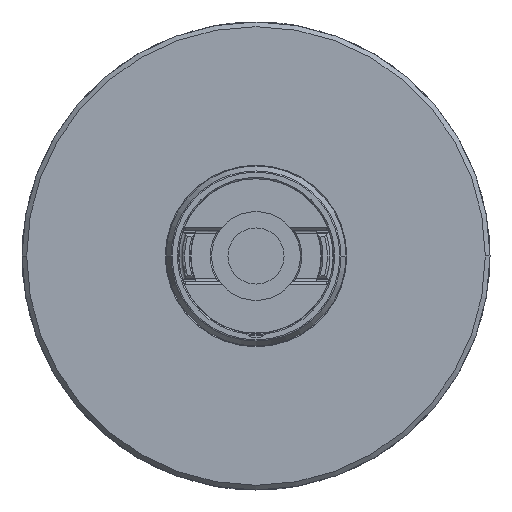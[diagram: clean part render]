
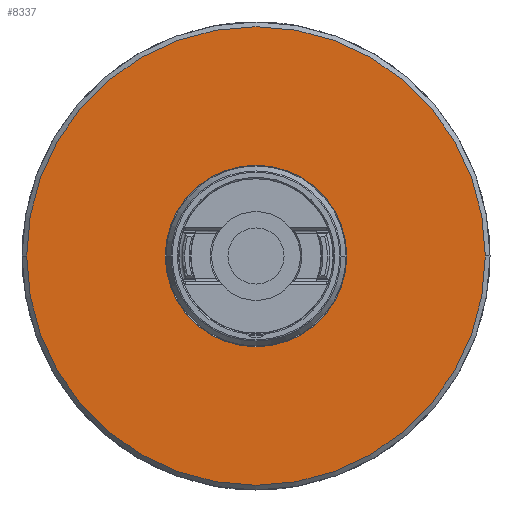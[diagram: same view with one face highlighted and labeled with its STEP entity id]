
A CAD part, front view. The second image highlights one B-rep face of the part: STEP entity #8337.
In plain terms, the highlighted planar face has unit normal (0, -1, 0).
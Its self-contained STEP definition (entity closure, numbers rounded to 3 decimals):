
#2307=CARTESIAN_POINT('',(0.,0.,0.));
#2308=DIRECTION('',(0.,-1.,0.));
#2309=DIRECTION('',(1.,0.,0.));
#2310=AXIS2_PLACEMENT_3D('',#2307,#2308,#2309);
#2331=CARTESIAN_POINT('',(0.,0.,0.));
#2332=DIRECTION('',(0.,1.,0.));
#2333=DIRECTION('',(1.,0.,0.));
#2334=AXIS2_PLACEMENT_3D('',#2331,#2332,#2333);
#2360=CARTESIAN_POINT('',(0.,0.,0.));
#2361=DIRECTION('',(0.,1.,0.));
#2362=DIRECTION('',(-1.,0.,0.));
#2363=AXIS2_PLACEMENT_3D('',#2360,#2361,#2362);
#3030=CARTESIAN_POINT('',(0.,0.,0.));
#3031=DIRECTION('',(0.,-1.,0.));
#3032=DIRECTION('',(-1.,0.,0.));
#3033=AXIS2_PLACEMENT_3D('',#3030,#3031,#3032);
#4890=CARTESIAN_POINT('',(-49.,0.,0.));
#4891=CARTESIAN_POINT('',(49.,0.,0.));
#4892=VERTEX_POINT('',#4890);
#4893=VERTEX_POINT('',#4891);
#4942=CARTESIAN_POINT('',(17.25,0.,0.));
#4944=VERTEX_POINT('',#4942);
#4946=CARTESIAN_POINT('',(-17.25,0.,0.));
#4948=VERTEX_POINT('',#4946);
#8322=CARTESIAN_POINT('',(0.,0.,0.));
#8323=DIRECTION('',(0.,-1.,0.));
#8324=DIRECTION('',(1.,0.,0.));
#8325=AXIS2_PLACEMENT_3D('',#8322,#8323,#8324);
#8326=PLANE('',#8325);
#8328=ORIENTED_EDGE('',*,*,#8327,.T.);
#8330=ORIENTED_EDGE('',*,*,#8329,.F.);
#8331=EDGE_LOOP('',(#8328,#8330));
#8332=FACE_OUTER_BOUND('',#8331,.F.);
#8333=ORIENTED_EDGE('',*,*,#8270,.T.);
#8334=ORIENTED_EDGE('',*,*,#8302,.F.);
#8335=EDGE_LOOP('',(#8333,#8334));
#8336=FACE_BOUND('',#8335,.F.);
#8337=ADVANCED_FACE('',(#8332,#8336),#8326,.T.);
#2311=CIRCLE('',#2310,17.25);
#2335=CIRCLE('',#2334,17.25);
#2364=CIRCLE('',#2363,49.);
#3034=CIRCLE('',#3033,49.);
#8270=EDGE_CURVE('',#4944,#4948,#2311,.T.);
#8302=EDGE_CURVE('',#4944,#4948,#2335,.T.);
#8327=EDGE_CURVE('',#4892,#4893,#2364,.T.);
#8329=EDGE_CURVE('',#4892,#4893,#3034,.T.);
